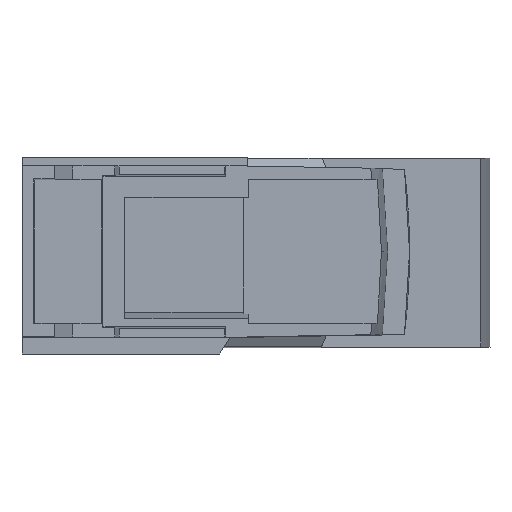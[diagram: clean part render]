
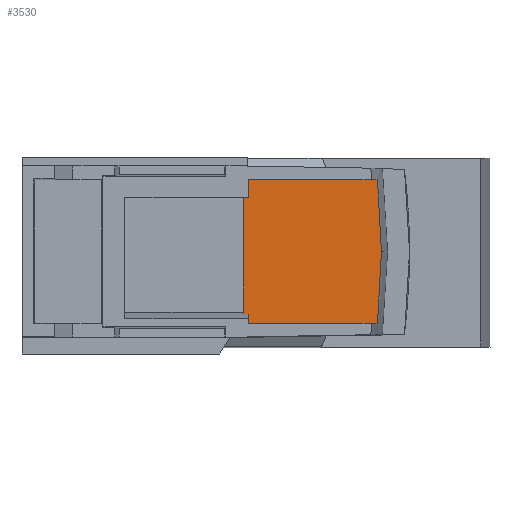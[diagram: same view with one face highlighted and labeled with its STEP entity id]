
A CAD part, top view. The second image highlights one B-rep face of the part: STEP entity #3530.
In plain terms, the highlighted planar face has unit normal (0, 0, 1).
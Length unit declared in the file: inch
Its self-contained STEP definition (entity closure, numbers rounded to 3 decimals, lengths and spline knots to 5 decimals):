
#188 = CARTESIAN_POINT ( 'NONE',  ( -11.22005, 31.56835, -40.55291 ) ) ;
#373 = ORIENTED_EDGE ( 'NONE', *, *, #4348, .F. ) ;
#388 = CARTESIAN_POINT ( 'NONE',  ( -18.96667, 31.13528, -40.55291 ) ) ;
#399 = LINE ( 'NONE', #1305, #3934 ) ;
#405 = CARTESIAN_POINT ( 'NONE',  ( -18.2498, 31.18253, -40.55291 ) ) ;
#433 = CARTESIAN_POINT ( 'NONE',  ( -18.99423, 30.84545, -40.55291 ) ) ;
#434 = CARTESIAN_POINT ( 'NONE',  ( -18.96667, 31.56835, -40.55291 ) ) ;
#547 = CARTESIAN_POINT ( 'NONE',  ( -18.27093, 31.56835, -40.55291 ) ) ;
#610 = EDGE_CURVE ( 'NONE', #4561, #4331, #3975, .T. ) ;
#709 = EDGE_CURVE ( 'NONE', #3988, #3666, #2546, .T. ) ;
#797 = ORIENTED_EDGE ( 'NONE', *, *, #709, .T. ) ;
#884 = EDGE_LOOP ( 'NONE', ( #373, #3795, #797, #5155, #1583, #4018, #1276, #2293, #5352 ) ) ;
#934 = CARTESIAN_POINT ( 'NONE',  ( -11.22005, 30.7967, -40.55291 ) ) ;
#949 = CARTESIAN_POINT ( 'NONE',  ( -18.2568, 31.43974, -40.55291 ) ) ;
#1032 = CARTESIAN_POINT ( 'NONE',  ( -18.2498, 31.18253, -40.55291 ) ) ;
#1123 = VECTOR ( 'NONE', #4389, 39.37008 ) ;
#1182 = DIRECTION ( 'NONE',  ( 1., 0., 0. ) ) ;
#1276 = ORIENTED_EDGE ( 'NONE', *, *, #2101, .T. ) ;
#1305 = CARTESIAN_POINT ( 'NONE',  ( -18.99423, 31.13528, -40.55291 ) ) ;
#1320 = DIRECTION ( 'NONE',  ( 0., 0., 1. ) ) ;
#1427 = DIRECTION ( 'NONE',  ( -1., 0., 0. ) ) ;
#1568 = LINE ( 'NONE', #1627, #2276 ) ;
#1583 = ORIENTED_EDGE ( 'NONE', *, *, #5006, .T. ) ;
#1627 = CARTESIAN_POINT ( 'NONE',  ( -18.96667, 31.13528, -40.55291 ) ) ;
#1719 = CARTESIAN_POINT ( 'NONE',  ( -18.27093, 30.7967, -40.55291 ) ) ;
#1723 = CARTESIAN_POINT ( 'NONE',  ( -18.98045, 30.84545, -40.55291 ) ) ;
#1857 = CARTESIAN_POINT ( 'NONE',  ( -18.96667, 30.84545, -40.55291 ) ) ;
#2101 = EDGE_CURVE ( 'NONE', #5461, #3414, #1568, .T. ) ;
#2272 = CARTESIAN_POINT ( 'NONE',  ( -18.2498, 31.31113, -40.55291 ) ) ;
#2276 = VECTOR ( 'NONE', #3304, 39.37008 ) ;
#2293 = ORIENTED_EDGE ( 'NONE', *, *, #5146, .T. ) ;
#2306 = CARTESIAN_POINT ( 'NONE',  ( -18.96667, 31.47386, -40.55291 ) ) ;
#2526 = VERTEX_POINT ( 'NONE', #4450 ) ;
#2546 = LINE ( 'NONE', #388, #3590 ) ;
#3104 = CARTESIAN_POINT ( 'NONE',  ( -18.98045, 31.13528, -40.55291 ) ) ;
#3133 = CARTESIAN_POINT ( 'NONE',  ( -18.27093, 30.7967, -40.55291 ) ) ;
#3140 = EDGE_CURVE ( 'NONE', #4618, #5461, #5616, .T. ) ;
#3189 = DIRECTION ( 'NONE',  ( -1., 0., 0. ) ) ;
#3304 = DIRECTION ( 'NONE',  ( 0., -1., 0. ) ) ;
#3414 = VERTEX_POINT ( 'NONE', #3647 ) ;
#3512 = LINE ( 'NONE', #934, #1123 ) ;
#3530 = ADVANCED_FACE ( 'NONE', ( #3928 ), #4777, .T. ) ;
#3551 = LINE ( 'NONE', #188, #3560 ) ;
#3560 = VECTOR ( 'NONE', #3189, 39.37008 ) ;
#3582 = LINE ( 'NONE', #4006, #5077 ) ;
#3590 = VECTOR ( 'NONE', #4297, 39.37008 ) ;
#3647 = CARTESIAN_POINT ( 'NONE',  ( -18.96667, 30.7967, -40.55291 ) ) ;
#3666 = VERTEX_POINT ( 'NONE', #2306 ) ;
#3795 = ORIENTED_EDGE ( 'NONE', *, *, #4303, .T. ) ;
#3857 = DIRECTION ( 'NONE',  ( 0., -1., 0. ) ) ;
#3922 = AXIS2_PLACEMENT_3D ( 'NONE', #3104, #1320, #5204 ) ;
#3928 = FACE_OUTER_BOUND ( 'NONE', #884, .T. ) ;
#3934 = VECTOR ( 'NONE', #3857, 39.37008 ) ;
#3975 = B_SPLINE_CURVE_WITH_KNOTS ( 'NONE', 3,
 ( #4691, #5147, #4752, #1719 ),
 .UNSPECIFIED., .F., .F.,
 ( 4, 4 ),
 ( 0.0098, 0.0196 ),
 .UNSPECIFIED. ) ;
#3988 = VERTEX_POINT ( 'NONE', #434 ) ;
#4006 = CARTESIAN_POINT ( 'NONE',  ( -18.98045, 31.47386, -40.55291 ) ) ;
#4018 = ORIENTED_EDGE ( 'NONE', *, *, #3140, .T. ) ;
#4297 = DIRECTION ( 'NONE',  ( 0., -1., 0. ) ) ;
#4303 = EDGE_CURVE ( 'NONE', #2526, #3988, #3551, .T. ) ;
#4331 = VERTEX_POINT ( 'NONE', #3133 ) ;
#4348 = EDGE_CURVE ( 'NONE', #2526, #4561, #5582, .T. ) ;
#4372 = EDGE_CURVE ( 'NONE', #3666, #4817, #3582, .T. ) ;
#4389 = DIRECTION ( 'NONE',  ( 1., 0., 0. ) ) ;
#4450 = CARTESIAN_POINT ( 'NONE',  ( -18.27093, 31.56835, -40.55291 ) ) ;
#4561 = VERTEX_POINT ( 'NONE', #405 ) ;
#4618 = VERTEX_POINT ( 'NONE', #433 ) ;
#4691 = CARTESIAN_POINT ( 'NONE',  ( -18.2498, 31.18253, -40.55291 ) ) ;
#4752 = CARTESIAN_POINT ( 'NONE',  ( -18.2568, 30.92531, -40.55291 ) ) ;
#4777 = PLANE ( 'NONE',  #3922 ) ;
#4817 = VERTEX_POINT ( 'NONE', #4959 ) ;
#4959 = CARTESIAN_POINT ( 'NONE',  ( -18.99423, 31.47386, -40.55291 ) ) ;
#5006 = EDGE_CURVE ( 'NONE', #4817, #4618, #399, .T. ) ;
#5077 = VECTOR ( 'NONE', #1427, 39.37008 ) ;
#5146 = EDGE_CURVE ( 'NONE', #3414, #4331, #3512, .T. ) ;
#5147 = CARTESIAN_POINT ( 'NONE',  ( -18.2498, 31.05392, -40.55291 ) ) ;
#5155 = ORIENTED_EDGE ( 'NONE', *, *, #4372, .T. ) ;
#5204 = DIRECTION ( 'NONE',  ( 1., 0., 0. ) ) ;
#5352 = ORIENTED_EDGE ( 'NONE', *, *, #610, .F. ) ;
#5369 = VECTOR ( 'NONE', #1182, 39.37008 ) ;
#5461 = VERTEX_POINT ( 'NONE', #1857 ) ;
#5582 = B_SPLINE_CURVE_WITH_KNOTS ( 'NONE', 3,
 ( #547, #949, #2272, #1032 ),
 .UNSPECIFIED., .F., .F.,
 ( 4, 4 ),
 ( 0., 0.0098 ),
 .UNSPECIFIED. ) ;
#5616 = LINE ( 'NONE', #1723, #5369 ) ;
